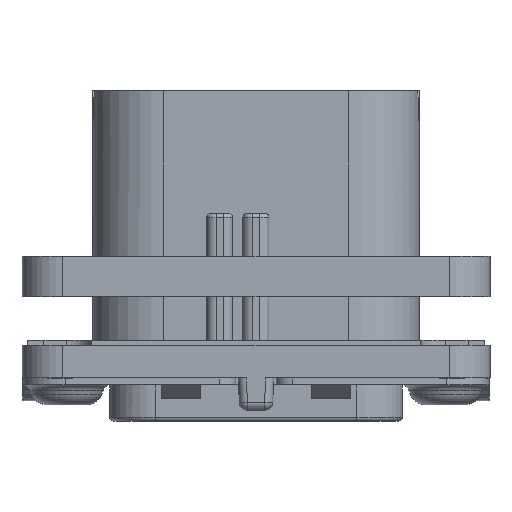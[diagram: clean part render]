
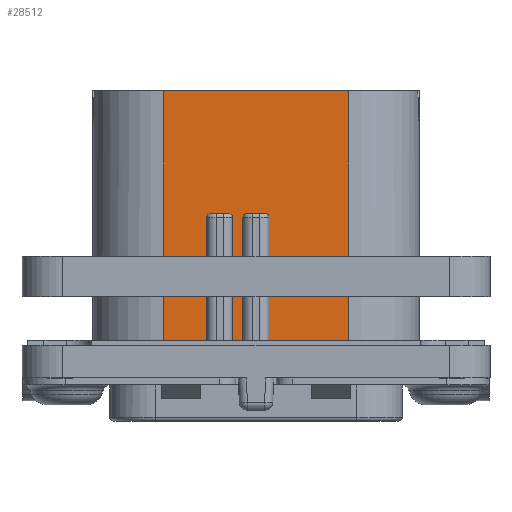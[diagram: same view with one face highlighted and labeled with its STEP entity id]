
A CAD part, front view. The second image highlights one B-rep face of the part: STEP entity #28512.
In plain terms, the highlighted planar face has unit normal (0, -1, 0).
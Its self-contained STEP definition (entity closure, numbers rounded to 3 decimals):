
#1176=DIRECTION('',(1.,0.,0.));
#1177=VECTOR('',#1176,11.4);
#1178=CARTESIAN_POINT('',(-5.7,-9.,17.67));
#1179=LINE('',#1178,#1177);
#5123=DIRECTION('',(1.,0.,0.));
#5124=VECTOR('',#5123,2.66);
#5125=CARTESIAN_POINT('',(-5.7,-9.,2.));
#5126=LINE('',#5125,#5124);
#5135=CARTESIAN_POINT('',(-2.79,-9.,9.87));
#5136=DIRECTION('',(0.,1.,0.));
#5137=DIRECTION('',(-1.,0.,0.));
#5138=AXIS2_PLACEMENT_3D('',#5135,#5136,#5137);
#5167=CARTESIAN_POINT('',(-1.69,-9.,9.87));
#5168=DIRECTION('',(0.,1.,0.));
#5169=DIRECTION('',(0.,0.,1.));
#5170=AXIS2_PLACEMENT_3D('',#5167,#5168,#5169);
#5180=DIRECTION('',(0.,0.,1.));
#5181=VECTOR('',#5180,7.87);
#5182=CARTESIAN_POINT('',(0.8,-9.,2.));
#5183=LINE('',#5182,#5181);
#5184=DIRECTION('',(1.,0.,0.));
#5185=VECTOR('',#5184,1.1);
#5186=CARTESIAN_POINT('',(-0.55,-9.,10.12));
#5187=LINE('',#5186,#5185);
#5188=DIRECTION('',(0.,0.,1.));
#5189=VECTOR('',#5188,7.87);
#5190=CARTESIAN_POINT('',(-0.8,-9.,2.));
#5191=LINE('',#5190,#5189);
#5192=DIRECTION('',(0.,0.,1.));
#5193=VECTOR('',#5192,7.87);
#5194=CARTESIAN_POINT('',(-1.44,-9.,2.));
#5195=LINE('',#5194,#5193);
#5196=DIRECTION('',(1.,0.,0.));
#5197=VECTOR('',#5196,1.1);
#5198=CARTESIAN_POINT('',(-2.79,-9.,10.12));
#5199=LINE('',#5198,#5197);
#5200=DIRECTION('',(0.,0.,1.));
#5201=VECTOR('',#5200,7.87);
#5202=CARTESIAN_POINT('',(-3.04,-9.,2.));
#5203=LINE('',#5202,#5201);
#5204=DIRECTION('',(0.,0.,-1.));
#5205=VECTOR('',#5204,15.67);
#5206=CARTESIAN_POINT('',(-5.7,-9.,17.67));
#5207=LINE('',#5206,#5205);
#5208=DIRECTION('',(0.,0.,-1.));
#5209=VECTOR('',#5208,15.67);
#5210=CARTESIAN_POINT('',(5.7,-9.,17.67));
#5211=LINE('',#5210,#5209);
#5225=CARTESIAN_POINT('',(0.55,-9.,9.87));
#5226=DIRECTION('',(0.,1.,0.));
#5227=DIRECTION('',(0.,0.,1.));
#5228=AXIS2_PLACEMENT_3D('',#5225,#5226,#5227);
#5267=CARTESIAN_POINT('',(-0.55,-9.,9.87));
#5268=DIRECTION('',(0.,1.,0.));
#5269=DIRECTION('',(-1.,0.,0.));
#5270=AXIS2_PLACEMENT_3D('',#5267,#5268,#5269);
#5358=DIRECTION('',(1.,0.,0.));
#5359=VECTOR('',#5358,4.9);
#5360=CARTESIAN_POINT('',(0.8,-9.,2.));
#5361=LINE('',#5360,#5359);
#11225=DIRECTION('',(1.,0.,0.));
#11226=VECTOR('',#11225,0.64);
#11227=CARTESIAN_POINT('',(-1.44,-9.,2.));
#11228=LINE('',#11227,#11226);
#18169=CARTESIAN_POINT('',(-5.7,-9.,17.67));
#18170=CARTESIAN_POINT('',(-5.7,-9.,2.));
#18171=VERTEX_POINT('',#18169);
#18172=VERTEX_POINT('',#18170);
#18173=CARTESIAN_POINT('',(5.7,-9.,17.67));
#18174=CARTESIAN_POINT('',(5.7,-9.,2.));
#18175=VERTEX_POINT('',#18173);
#18176=VERTEX_POINT('',#18174);
#18335=CARTESIAN_POINT('',(-3.04,-9.,2.));
#18336=VERTEX_POINT('',#18335);
#18337=CARTESIAN_POINT('',(-1.44,-9.,2.));
#18338=CARTESIAN_POINT('',(-0.8,-9.,2.));
#18339=VERTEX_POINT('',#18337);
#18340=VERTEX_POINT('',#18338);
#18341=CARTESIAN_POINT('',(0.8,-9.,2.));
#18342=VERTEX_POINT('',#18341);
#20816=CARTESIAN_POINT('',(-1.44,-9.,9.87));
#20818=VERTEX_POINT('',#20816);
#20820=CARTESIAN_POINT('',(-1.69,-9.,10.12));
#20822=VERTEX_POINT('',#20820);
#20843=CARTESIAN_POINT('',(-2.79,-9.,10.12));
#20844=VERTEX_POINT('',#20843);
#20845=CARTESIAN_POINT('',(-3.04,-9.,9.87));
#20846=VERTEX_POINT('',#20845);
#20848=CARTESIAN_POINT('',(0.8,-9.,9.87));
#20850=VERTEX_POINT('',#20848);
#20852=CARTESIAN_POINT('',(0.55,-9.,10.12));
#20854=VERTEX_POINT('',#20852);
#20855=CARTESIAN_POINT('',(-0.55,-9.,10.12));
#20857=VERTEX_POINT('',#20855);
#20859=CARTESIAN_POINT('',(-0.8,-9.,9.87));
#20861=VERTEX_POINT('',#20859);
#28482=CARTESIAN_POINT('',(-10.05,-9.,2.));
#28483=DIRECTION('',(0.,-1.,0.));
#28484=DIRECTION('',(1.,0.,0.));
#28485=AXIS2_PLACEMENT_3D('',#28482,#28483,#28484);
#28486=PLANE('',#28485);
#28488=ORIENTED_EDGE('',*,*,#28487,.T.);
#28490=ORIENTED_EDGE('',*,*,#28489,.F.);
#28492=ORIENTED_EDGE('',*,*,#28491,.F.);
#28494=ORIENTED_EDGE('',*,*,#28493,.F.);
#28496=ORIENTED_EDGE('',*,*,#28495,.F.);
#28498=ORIENTED_EDGE('',*,*,#28497,.F.);
#28499=ORIENTED_EDGE('',*,*,#28473,.T.);
#28500=ORIENTED_EDGE('',*,*,#28462,.F.);
#28501=ORIENTED_EDGE('',*,*,#28447,.F.);
#28502=ORIENTED_EDGE('',*,*,#28428,.F.);
#28503=ORIENTED_EDGE('',*,*,#28413,.F.);
#28504=ORIENTED_EDGE('',*,*,#28398,.F.);
#28505=ORIENTED_EDGE('',*,*,#22835,.F.);
#28506=ORIENTED_EDGE('',*,*,#23020,.T.);
#28507=ORIENTED_EDGE('',*,*,#23280,.T.);
#28509=ORIENTED_EDGE('',*,*,#28508,.F.);
#28510=EDGE_LOOP('',(#28488,#28490,#28492,#28494,#28496,#28498,#28499,#28500,
#28501,#28502,#28503,#28504,#28505,#28506,#28507,#28509));
#28511=FACE_OUTER_BOUND('',#28510,.F.);
#28512=ADVANCED_FACE('',(#28511),#28486,.T.);
#5139=CIRCLE('',#5138,0.25);
#5171=CIRCLE('',#5170,0.25);
#5229=CIRCLE('',#5228,0.25);
#5271=CIRCLE('',#5270,0.25);
#22835=EDGE_CURVE('',#18171,#18172,#5207,.T.);
#23020=EDGE_CURVE('',#18171,#18175,#1179,.T.);
#23280=EDGE_CURVE('',#18175,#18176,#5211,.T.);
#28398=EDGE_CURVE('',#18172,#18336,#5126,.T.);
#28413=EDGE_CURVE('',#18336,#20846,#5203,.T.);
#28428=EDGE_CURVE('',#20846,#20844,#5139,.T.);
#28447=EDGE_CURVE('',#20844,#20822,#5199,.T.);
#28462=EDGE_CURVE('',#20822,#20818,#5171,.T.);
#28473=EDGE_CURVE('',#18339,#20818,#5195,.T.);
#28487=EDGE_CURVE('',#18342,#20850,#5183,.T.);
#28489=EDGE_CURVE('',#20854,#20850,#5229,.T.);
#28491=EDGE_CURVE('',#20857,#20854,#5187,.T.);
#28493=EDGE_CURVE('',#20861,#20857,#5271,.T.);
#28495=EDGE_CURVE('',#18340,#20861,#5191,.T.);
#28497=EDGE_CURVE('',#18339,#18340,#11228,.T.);
#28508=EDGE_CURVE('',#18342,#18176,#5361,.T.);
